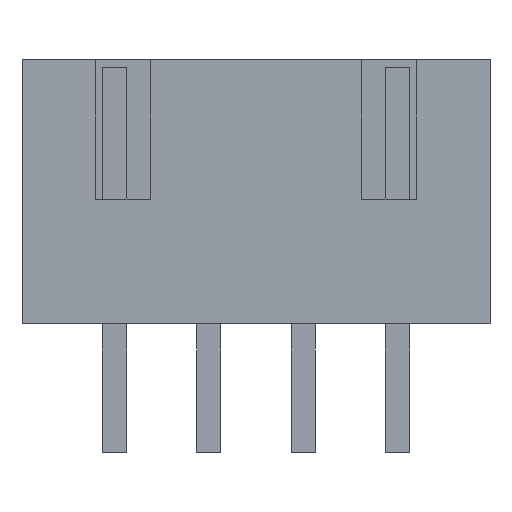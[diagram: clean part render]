
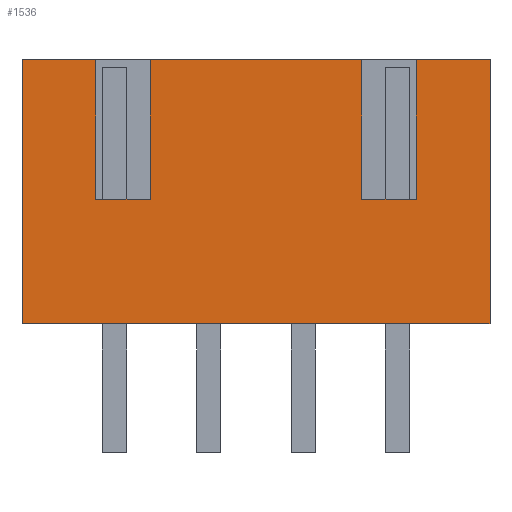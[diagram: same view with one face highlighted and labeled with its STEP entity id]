
A CAD part, front view. The second image highlights one B-rep face of the part: STEP entity #1536.
In plain terms, the highlighted planar face has unit normal (0, -1, 0).
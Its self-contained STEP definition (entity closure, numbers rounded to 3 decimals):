
#1327=CARTESIAN_POINT('',(-6.2,-2.375,0.));
#1328=VERTEX_POINT('',#1327);
#1345=CARTESIAN_POINT('',(6.2,-2.375,0.));
#1346=VERTEX_POINT('',#1345);
#1353=CARTESIAN_POINT('',(6.2,-2.375,0.));
#1354=DIRECTION('',(-1.0,0.0,0.0));
#1355=VECTOR('',#1354,12.4);
#1356=LINE('',#1353,#1355);
#1357=EDGE_CURVE('',#1346,#1328,#1356,.T.);
#1398=CARTESIAN_POINT('',(-6.2,-2.375,7.0));
#1399=VERTEX_POINT('',#1398);
#1400=CARTESIAN_POINT('',(-6.2,-2.375,7.0));
#1401=DIRECTION('',(0.0,0.0,-1.0));
#1402=VECTOR('',#1401,7.0);
#1403=LINE('',#1400,#1402);
#1404=EDGE_CURVE('',#1399,#1328,#1403,.T.);
#1449=CARTESIAN_POINT('',(6.82,-2.375,-0.35));
#1450=DIRECTION('',(0.0,1.0,0.0));
#1451=DIRECTION('',(-1.0,0.0,0.0));
#1452=AXIS2_PLACEMENT_3D('',#1449,#1450,#1451);
#1453=PLANE('',#1452);
#1454=CARTESIAN_POINT('',(6.2,-2.375,7.0));
#1455=VERTEX_POINT('',#1454);
#1456=CARTESIAN_POINT('',(4.25,-2.375,7.));
#1457=VERTEX_POINT('',#1456);
#1458=CARTESIAN_POINT('',(6.2,-2.375,7.0));
#1459=DIRECTION('',(-1.0,0.0,0.0));
#1460=VECTOR('',#1459,1.95);
#1461=LINE('',#1458,#1460);
#1462=EDGE_CURVE('',#1455,#1457,#1461,.T.);
#1463=ORIENTED_EDGE('',*,*,#1462,.T.);
#1464=CARTESIAN_POINT('',(4.25,-2.375,3.3));
#1465=VERTEX_POINT('',#1464);
#1466=CARTESIAN_POINT('',(4.25,-2.375,3.3));
#1467=DIRECTION('',(0.0,0.0,1.0));
#1468=VECTOR('',#1467,3.7);
#1469=LINE('',#1466,#1468);
#1470=EDGE_CURVE('',#1465,#1457,#1469,.T.);
#1471=ORIENTED_EDGE('',*,*,#1470,.F.);
#1472=CARTESIAN_POINT('',(2.8,-2.375,3.3));
#1473=VERTEX_POINT('',#1472);
#1474=CARTESIAN_POINT('',(2.8,-2.375,3.3));
#1475=DIRECTION('',(1.0,0.0,0.0));
#1476=VECTOR('',#1475,1.45);
#1477=LINE('',#1474,#1476);
#1478=EDGE_CURVE('',#1473,#1465,#1477,.T.);
#1479=ORIENTED_EDGE('',*,*,#1478,.F.);
#1480=CARTESIAN_POINT('',(2.8,-2.375,7.));
#1481=VERTEX_POINT('',#1480);
#1482=CARTESIAN_POINT('',(2.8,-2.375,7.));
#1483=DIRECTION('',(0.0,0.0,-1.0));
#1484=VECTOR('',#1483,3.7);
#1485=LINE('',#1482,#1484);
#1486=EDGE_CURVE('',#1481,#1473,#1485,.T.);
#1487=ORIENTED_EDGE('',*,*,#1486,.F.);
#1488=CARTESIAN_POINT('',(-2.8,-2.375,7.0));
#1489=VERTEX_POINT('',#1488);
#1490=CARTESIAN_POINT('',(2.8,-2.375,7.0));
#1491=DIRECTION('',(-1.0,0.0,0.0));
#1492=VECTOR('',#1491,5.6);
#1493=LINE('',#1490,#1492);
#1494=EDGE_CURVE('',#1481,#1489,#1493,.T.);
#1495=ORIENTED_EDGE('',*,*,#1494,.T.);
#1496=CARTESIAN_POINT('',(-2.8,-2.375,3.3));
#1497=VERTEX_POINT('',#1496);
#1498=CARTESIAN_POINT('',(-2.8,-2.375,3.3));
#1499=DIRECTION('',(0.0,0.0,1.0));
#1500=VECTOR('',#1499,3.7);
#1501=LINE('',#1498,#1500);
#1502=EDGE_CURVE('',#1497,#1489,#1501,.T.);
#1503=ORIENTED_EDGE('',*,*,#1502,.F.);
#1504=CARTESIAN_POINT('',(-4.25,-2.375,3.3));
#1505=VERTEX_POINT('',#1504);
#1506=CARTESIAN_POINT('',(-4.25,-2.375,3.3));
#1507=DIRECTION('',(1.0,0.0,0.0));
#1508=VECTOR('',#1507,1.45);
#1509=LINE('',#1506,#1508);
#1510=EDGE_CURVE('',#1505,#1497,#1509,.T.);
#1511=ORIENTED_EDGE('',*,*,#1510,.F.);
#1512=CARTESIAN_POINT('',(-4.25,-2.375,7.0));
#1513=VERTEX_POINT('',#1512);
#1514=CARTESIAN_POINT('',(-4.25,-2.375,7.0));
#1515=DIRECTION('',(0.0,0.0,-1.0));
#1516=VECTOR('',#1515,3.7);
#1517=LINE('',#1514,#1516);
#1518=EDGE_CURVE('',#1513,#1505,#1517,.T.);
#1519=ORIENTED_EDGE('',*,*,#1518,.F.);
#1520=CARTESIAN_POINT('',(-4.25,-2.375,7.0));
#1521=DIRECTION('',(-1.0,0.0,0.0));
#1522=VECTOR('',#1521,1.95);
#1523=LINE('',#1520,#1522);
#1524=EDGE_CURVE('',#1513,#1399,#1523,.T.);
#1525=ORIENTED_EDGE('',*,*,#1524,.T.);
#1526=ORIENTED_EDGE('',*,*,#1404,.T.);
#1527=ORIENTED_EDGE('',*,*,#1357,.F.);
#1528=CARTESIAN_POINT('',(6.2,-2.375,7.0));
#1529=DIRECTION('',(0.0,0.0,-1.0));
#1530=VECTOR('',#1529,7.0);
#1531=LINE('',#1528,#1530);
#1532=EDGE_CURVE('',#1455,#1346,#1531,.T.);
#1533=ORIENTED_EDGE('',*,*,#1532,.F.);
#1534=EDGE_LOOP('',(#1463,#1471,#1479,#1487,#1495,#1503,#1511,#1519,#1525,#1526,#1527,#1533));
#1535=FACE_OUTER_BOUND('',#1534,.T.);
#1536=ADVANCED_FACE('',(#1535),#1453,.F.);
